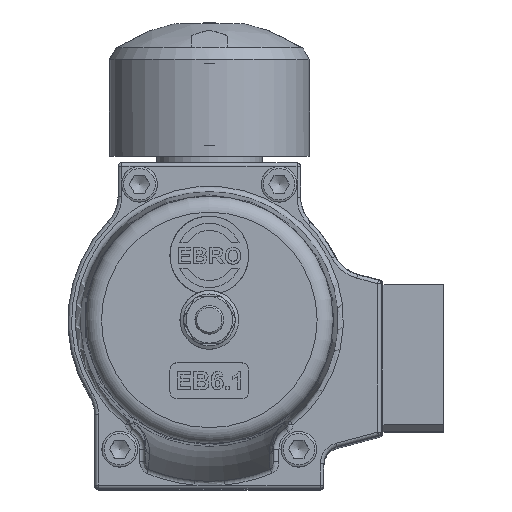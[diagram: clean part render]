
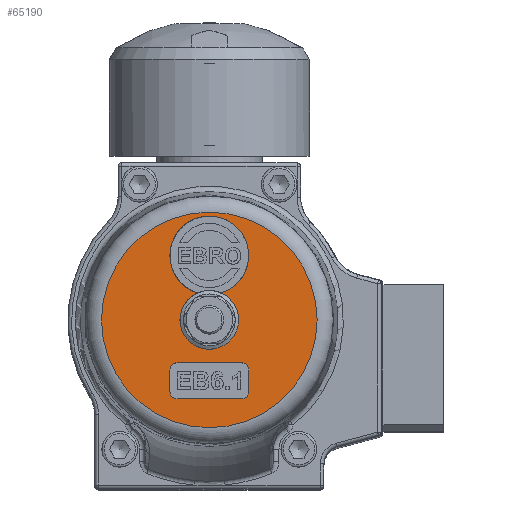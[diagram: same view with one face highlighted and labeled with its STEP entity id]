
A CAD part, top view. The second image highlights one B-rep face of the part: STEP entity #65190.
In plain terms, the highlighted planar face has unit normal (0, 0, 1).
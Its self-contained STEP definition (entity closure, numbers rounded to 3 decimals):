
#4023=LINE('',#97657,#7775);
#4024=LINE('',#97661,#7776);
#4025=LINE('',#97665,#7777);
#4026=LINE('',#97669,#7778);
#7775=VECTOR('',#78299,10.);
#7776=VECTOR('',#78302,10.);
#7777=VECTOR('',#78305,10.);
#7778=VECTOR('',#78308,10.);
#11513=PLANE('',#69568);
#12710=FACE_BOUND('',#17830,.T.);
#12711=FACE_BOUND('',#17831,.T.);
#13657=FACE_OUTER_BOUND('',#17829,.T.);
#17829=EDGE_LOOP('',(#42719));
#17830=EDGE_LOOP('',(#42720,#42721));
#17831=EDGE_LOOP('',(#42722,#42723,#42724,#42725,#42726,#42727,#42728,#42729));
#22311=CIRCLE('',#69554,7.2);
#22317=CIRCLE('',#69569,30.103);
#22318=CIRCLE('',#69570,11.);
#22319=CIRCLE('',#69571,2.);
#22320=CIRCLE('',#69572,2.);
#22321=CIRCLE('',#69573,2.);
#22322=CIRCLE('',#69574,2.);
#26250=VERTEX_POINT('',#97510);
#26251=VERTEX_POINT('',#97511);
#26287=VERTEX_POINT('',#97652);
#26288=VERTEX_POINT('',#97655);
#26289=VERTEX_POINT('',#97656);
#26290=VERTEX_POINT('',#97658);
#26291=VERTEX_POINT('',#97660);
#26292=VERTEX_POINT('',#97662);
#26293=VERTEX_POINT('',#97664);
#26294=VERTEX_POINT('',#97666);
#26295=VERTEX_POINT('',#97668);
#32438=EDGE_CURVE('',#26251,#26250,#22311,.T.);
#32449=EDGE_CURVE('',#26287,#26287,#22317,.T.);
#32450=EDGE_CURVE('',#26251,#26250,#22318,.T.);
#32451=EDGE_CURVE('',#26288,#26289,#4023,.T.);
#32452=EDGE_CURVE('',#26290,#26288,#22319,.T.);
#32453=EDGE_CURVE('',#26291,#26290,#4024,.T.);
#32454=EDGE_CURVE('',#26292,#26291,#22320,.T.);
#32455=EDGE_CURVE('',#26293,#26292,#4025,.T.);
#32456=EDGE_CURVE('',#26294,#26293,#22321,.T.);
#32457=EDGE_CURVE('',#26295,#26294,#4026,.T.);
#32458=EDGE_CURVE('',#26289,#26295,#22322,.T.);
#42719=ORIENTED_EDGE('',*,*,#32449,.T.);
#42720=ORIENTED_EDGE('',*,*,#32438,.T.);
#42721=ORIENTED_EDGE('',*,*,#32450,.F.);
#42722=ORIENTED_EDGE('',*,*,#32451,.F.);
#42723=ORIENTED_EDGE('',*,*,#32452,.F.);
#42724=ORIENTED_EDGE('',*,*,#32453,.F.);
#42725=ORIENTED_EDGE('',*,*,#32454,.F.);
#42726=ORIENTED_EDGE('',*,*,#32455,.F.);
#42727=ORIENTED_EDGE('',*,*,#32456,.F.);
#42728=ORIENTED_EDGE('',*,*,#32457,.F.);
#42729=ORIENTED_EDGE('',*,*,#32458,.F.);
#65190=ADVANCED_FACE('',(#13657,#12710,#12711),#11513,.F.);
#69554=AXIS2_PLACEMENT_3D('',#97627,#78260,#78261);
#69568=AXIS2_PLACEMENT_3D('',#97651,#78293,#78294);
#69569=AXIS2_PLACEMENT_3D('',#97653,#78295,#78296);
#69570=AXIS2_PLACEMENT_3D('',#97654,#78297,#78298);
#69571=AXIS2_PLACEMENT_3D('',#97659,#78300,#78301);
#69572=AXIS2_PLACEMENT_3D('',#97663,#78303,#78304);
#69573=AXIS2_PLACEMENT_3D('',#97667,#78306,#78307);
#69574=AXIS2_PLACEMENT_3D('',#97670,#78309,#78310);
#78260=DIRECTION('center_axis',(0.,0.,
-1.));
#78261=DIRECTION('ref_axis',(-1.,0.,0.));
#78293=DIRECTION('center_axis',(0.,0.,
-1.));
#78294=DIRECTION('ref_axis',(-1.,0.,0.));
#78295=DIRECTION('center_axis',(0.,0.,
1.));
#78296=DIRECTION('ref_axis',(0.,-1.,0.));
#78297=DIRECTION('center_axis',(0.,0.,
1.));
#78298=DIRECTION('ref_axis',(1.,0.,0.));
#78299=DIRECTION('',(0.,1.,0.));
#78300=DIRECTION('center_axis',(0.,0.,
1.));
#78301=DIRECTION('ref_axis',(-1.,0.,0.));
#78302=DIRECTION('',(1.,0.,0.));
#78303=DIRECTION('center_axis',(0.,0.,
1.));
#78304=DIRECTION('ref_axis',(0.,1.,0.));
#78305=DIRECTION('',(0.,-1.,0.));
#78306=DIRECTION('center_axis',(0.,0.,
1.));
#78307=DIRECTION('ref_axis',(1.,0.,0.));
#78308=DIRECTION('',(-1.,0.,0.));
#78309=DIRECTION('center_axis',(0.,0.,
1.));
#78310=DIRECTION('ref_axis',(0.,-1.,0.));
#97510=CARTESIAN_POINT('',(-67.02,-42.215,178.482));
#97511=CARTESIAN_POINT('',(-64.39,-42.215,178.482));
#97627=CARTESIAN_POINT('Origin',(-65.705,-49.294,178.482));
#97651=CARTESIAN_POINT('Origin',(-65.705,-32.044,178.482));
#97652=CARTESIAN_POINT('',(-65.705,-19.19,178.482));
#97653=CARTESIAN_POINT('Origin',(-65.705,-49.294,178.482));
#97654=CARTESIAN_POINT('Origin',(-65.705,-31.294,178.482));
#97655=CARTESIAN_POINT('',(-54.705,-69.294,178.482));
#97656=CARTESIAN_POINT('',(-54.705,-63.294,178.482));
#97657=CARTESIAN_POINT('',(-54.705,-47.669,178.482));
#97658=CARTESIAN_POINT('',(-56.705,-71.294,178.482));
#97659=CARTESIAN_POINT('Origin',(-56.705,-69.294,178.482));
#97660=CARTESIAN_POINT('',(-74.705,-71.294,178.482));
#97661=CARTESIAN_POINT('',(-61.205,-71.294,178.482));
#97662=CARTESIAN_POINT('',(-76.705,-69.294,178.482));
#97663=CARTESIAN_POINT('Origin',(-74.705,-69.294,178.482));
#97664=CARTESIAN_POINT('',(-76.705,-63.294,178.482));
#97665=CARTESIAN_POINT('',(-76.705,-50.669,178.482));
#97666=CARTESIAN_POINT('',(-74.705,-61.294,178.482));
#97667=CARTESIAN_POINT('Origin',(-74.705,-63.294,178.482));
#97668=CARTESIAN_POINT('',(-56.705,-61.294,178.482));
#97669=CARTESIAN_POINT('',(-70.205,-61.294,178.482));
#97670=CARTESIAN_POINT('Origin',(-56.705,-63.294,178.482));
